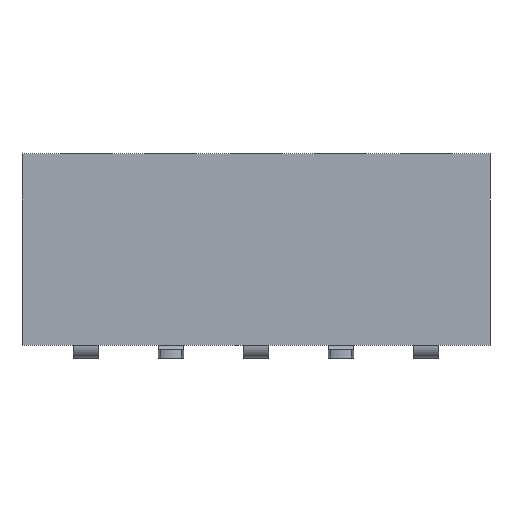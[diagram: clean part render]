
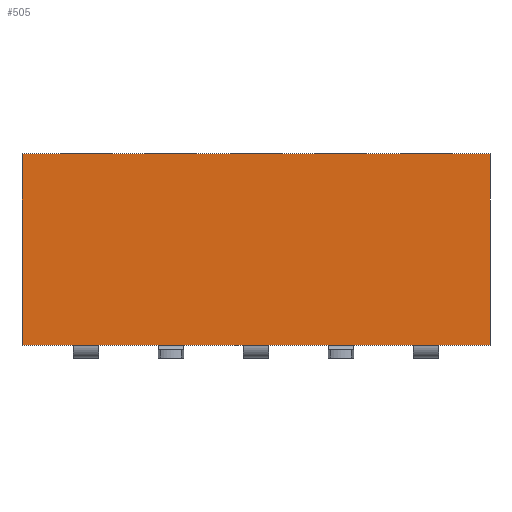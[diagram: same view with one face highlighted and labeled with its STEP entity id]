
A CAD part, left-side view. The second image highlights one B-rep face of the part: STEP entity #505.
In plain terms, the highlighted planar face has unit normal (-1, 0, 0).
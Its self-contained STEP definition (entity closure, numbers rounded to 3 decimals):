
#13=DIRECTION('',(0.,0.,1.));
#27=VECTOR('',#13,1.);
#51=VERTEX_POINT('',#52);
#52=CARTESIAN_POINT('',(-0.75,-2.75,0.15));
#57=DIRECTION('',(1.,0.,0.));
#59=EDGE_CURVE('',#51,#60,#62,.T.);
#60=VERTEX_POINT('',#61);
#61=CARTESIAN_POINT('',(-0.75,-2.75,2.4));
#62=LINE('',#52,#27);
#98=VERTEX_POINT('',#99);
#99=CARTESIAN_POINT('',(-0.75,2.75,2.4));
#102=EDGE_CURVE('',#103,#98,#105,.T.);
#103=VERTEX_POINT('',#104);
#104=CARTESIAN_POINT('',(-0.75,2.75,0.15));
#105=LINE('',#104,#27);
#125=DIRECTION('',(0.,-1.,0.));
#141=EDGE_CURVE('',#98,#60,#142,.T.);
#142=LINE('',#99,#143);
#143=VECTOR('',#125,1.);
#263=ORIENTED_EDGE('',*,*,#264,.F.);
#264=EDGE_CURVE('',#103,#51,#265,.T.);
#265=LINE('',#104,#143);
#505=ADVANCED_FACE('',(#506),#511,.F.);
#506=FACE_BOUND('',#507,.F.);
#507=EDGE_LOOP('',(#508,#509,#510,#263));
#508=ORIENTED_EDGE('',*,*,#102,.T.);
#509=ORIENTED_EDGE('',*,*,#141,.T.);
#510=ORIENTED_EDGE('',*,*,#59,.F.);
#511=PLANE('',#512);
#512=AXIS2_PLACEMENT_3D('',#104,#57,#125);
